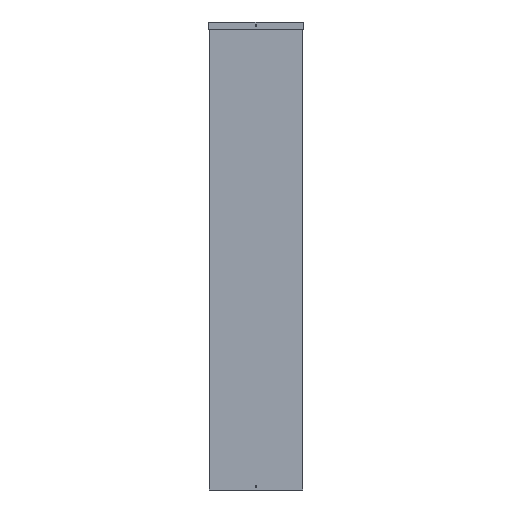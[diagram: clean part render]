
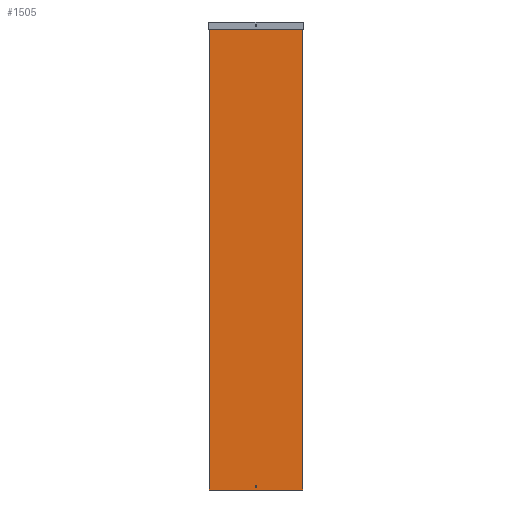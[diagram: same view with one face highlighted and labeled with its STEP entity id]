
A CAD part, front view. The second image highlights one B-rep face of the part: STEP entity #1505.
In plain terms, the highlighted planar face has unit normal (0, -1, 0).
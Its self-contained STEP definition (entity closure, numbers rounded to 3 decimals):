
#144 = LINE ( 'NONE', #1837, #147 ) ;
#147 = VECTOR ( 'NONE', #1839, 1000. ) ;
#235 = LINE ( 'NONE', #1484, #237 ) ;
#237 = VECTOR ( 'NONE', #1447, 1000. ) ;
#242 = CIRCLE ( 'NONE', #964, 3.5 ) ;
#244 = LINE ( 'NONE', #1427, #246 ) ;
#246 = VECTOR ( 'NONE', #1416, 1000. ) ;
#252 = LINE ( 'NONE', #588, #255 ) ;
#255 = VECTOR ( 'NONE', #589, 1000. ) ;
#280 = FACE_BOUND ( 'NONE', #541, .T. ) ;
#283 = FACE_OUTER_BOUND ( 'NONE', #581, .T. ) ;
#450 = VERTEX_POINT ( 'NONE', #1746 ) ;
#456 = VERTEX_POINT ( 'NONE', #1740 ) ;
#493 = VERTEX_POINT ( 'NONE', #1703 ) ;
#503 = VERTEX_POINT ( 'NONE', #1693 ) ;
#541 = EDGE_LOOP ( 'NONE', ( #1225 ) ) ;
#581 = EDGE_LOOP ( 'NONE', ( #1224, #1223, #1222, #1221 ) ) ;
#588 = CARTESIAN_POINT ( 'NONE',  ( -200., 0., 0. ) ) ;
#589 = DIRECTION ( 'NONE',  ( 1., 0., 0. ) ) ;
#626 = CARTESIAN_POINT ( 'NONE',  ( -200., 0., 1969. ) ) ;
#630 = PLANE ( 'NONE',  #951 ) ;
#635 = DIRECTION ( 'NONE',  ( 0., 1., 0. ) ) ;
#636 = DIRECTION ( 'NONE',  ( 0., 0., 1. ) ) ;
#817 = CARTESIAN_POINT ( 'NONE',  ( 0., 0., 18.5 ) ) ;
#951 = AXIS2_PLACEMENT_3D ( 'NONE', #626, #635, #636 ) ;
#964 = AXIS2_PLACEMENT_3D ( 'NONE', #1423, #1422, #1421 ) ;
#1031 = EDGE_CURVE ( 'NONE', #503, #493, #144, .T. ) ;
#1091 = EDGE_CURVE ( 'NONE', #456, #450, #235, .T. ) ;
#1095 = EDGE_CURVE ( 'NONE', #1368, #1368, #242, .T. ) ;
#1096 = EDGE_CURVE ( 'NONE', #456, #503, #244, .T. ) ;
#1102 = EDGE_CURVE ( 'NONE', #450, #493, #252, .T. ) ;
#1221 = ORIENTED_EDGE ( 'NONE', *, *, #1102, .T. ) ;
#1222 = ORIENTED_EDGE ( 'NONE', *, *, #1091, .T. ) ;
#1223 = ORIENTED_EDGE ( 'NONE', *, *, #1096, .F. ) ;
#1224 = ORIENTED_EDGE ( 'NONE', *, *, #1031, .F. ) ;
#1225 = ORIENTED_EDGE ( 'NONE', *, *, #1095, .F. ) ;
#1368 = VERTEX_POINT ( 'NONE', #817 ) ;
#1416 = DIRECTION ( 'NONE',  ( 1., 0., 0. ) ) ;
#1421 = DIRECTION ( 'NONE',  ( 0., 0., 1. ) ) ;
#1422 = DIRECTION ( 'NONE',  ( 0., -1., 0. ) ) ;
#1423 = CARTESIAN_POINT ( 'NONE',  ( 0., 0., 15. ) ) ;
#1427 = CARTESIAN_POINT ( 'NONE',  ( -200., 0., 1968. ) ) ;
#1447 = DIRECTION ( 'NONE',  ( 0., 0., -1. ) ) ;
#1484 = CARTESIAN_POINT ( 'NONE',  ( -200., 0., 1969. ) ) ;
#1505 = ADVANCED_FACE ( 'NONE', ( #280, #283 ), #630, .F. ) ;
#1693 = CARTESIAN_POINT ( 'NONE',  ( 200., 0., 1968. ) ) ;
#1703 = CARTESIAN_POINT ( 'NONE',  ( 200., 0., 0. ) ) ;
#1740 = CARTESIAN_POINT ( 'NONE',  ( -200., 0., 1968. ) ) ;
#1746 = CARTESIAN_POINT ( 'NONE',  ( -200., 0., 0. ) ) ;
#1837 = CARTESIAN_POINT ( 'NONE',  ( 200., 0., 1969. ) ) ;
#1839 = DIRECTION ( 'NONE',  ( 0., 0., -1. ) ) ;
